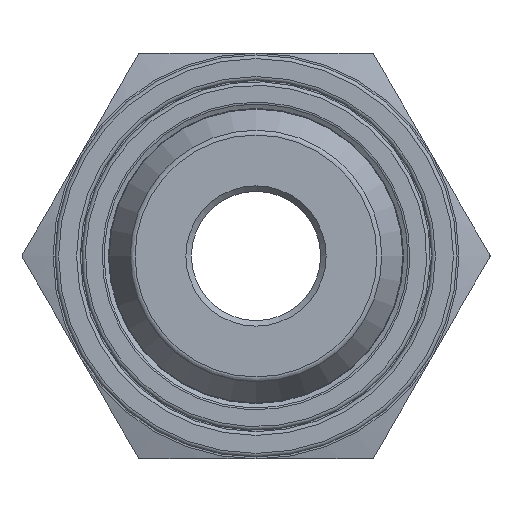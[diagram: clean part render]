
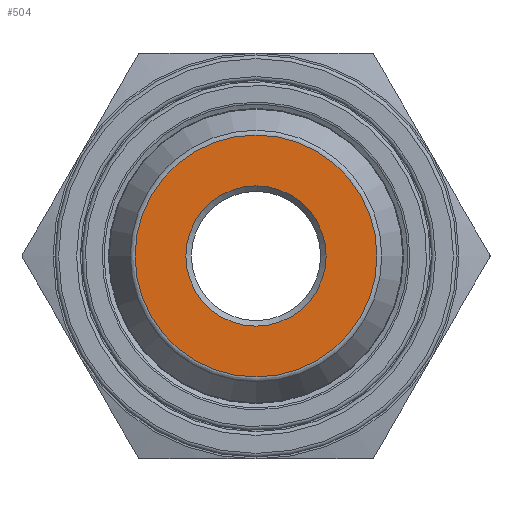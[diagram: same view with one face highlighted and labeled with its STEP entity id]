
A CAD part, left-side view. The second image highlights one B-rep face of the part: STEP entity #504.
In plain terms, the highlighted planar face has unit normal (-1, 0, 0).
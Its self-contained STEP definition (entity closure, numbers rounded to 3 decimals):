
#338=FACE_BOUND('',#652,.T.);
#339=FACE_BOUND('',#653,.T.);
#420=CIRCLE('',#1259,3.8);
#421=CIRCLE('',#1260,6.557);
#445=PLANE('',#1261);
#504=ADVANCED_FACE('',(#338,#339),#445,.F.);
#652=EDGE_LOOP('',(#904));
#653=EDGE_LOOP('',(#905));
#904=ORIENTED_EDGE('',*,*,#1118,.T.);
#905=ORIENTED_EDGE('',*,*,#1119,.T.);
#1010=VERTEX_POINT('',#2016);
#1011=VERTEX_POINT('',#2018);
#1118=EDGE_CURVE('',#1010,#1010,#420,.T.);
#1119=EDGE_CURVE('',#1011,#1011,#421,.T.);
#1259=AXIS2_PLACEMENT_3D('',#2015,#1512,#1513);
#1260=AXIS2_PLACEMENT_3D('',#2017,#1514,#1515);
#1261=AXIS2_PLACEMENT_3D('',#2019,#1516,#1517);
#1512=DIRECTION('',(1.,0.,0.));
#1513=DIRECTION('',(0.,0.,-1.));
#1514=DIRECTION('',(-1.,0.,0.));
#1515=DIRECTION('',(0.,0.,-1.));
#1516=DIRECTION('',(1.,0.,0.));
#1517=DIRECTION('',(0.,0.,-1.));
#2015=CARTESIAN_POINT('',(0.,0.,0.));
#2016=CARTESIAN_POINT('',(0.,0.,-3.8));
#2017=CARTESIAN_POINT('',(0.,0.,0.));
#2018=CARTESIAN_POINT('',(0.,0.,-6.557));
#2019=CARTESIAN_POINT('',(0.,-12.575,0.));
